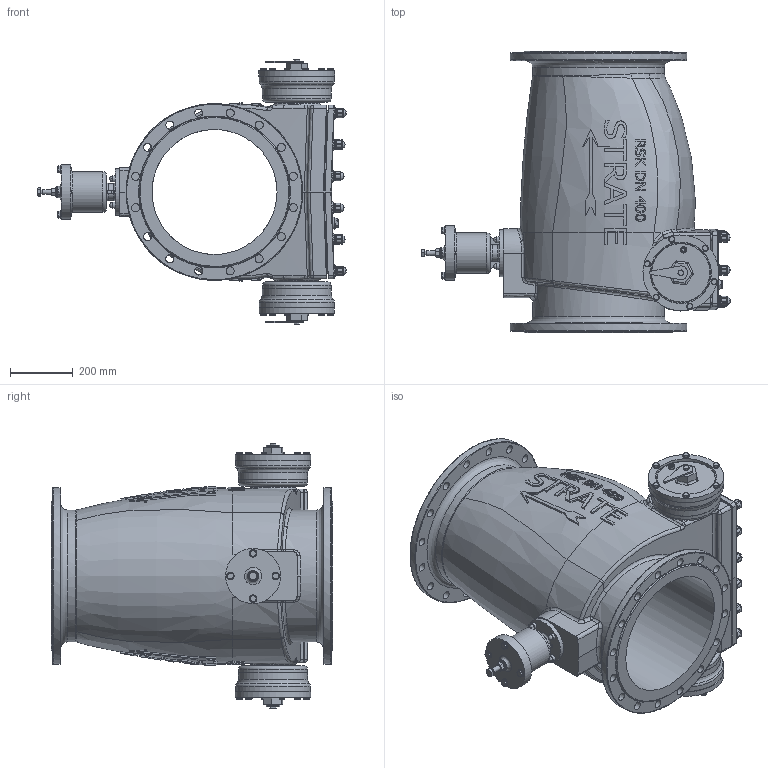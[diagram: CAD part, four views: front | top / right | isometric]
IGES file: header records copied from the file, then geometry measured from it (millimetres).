
Global section: file name: RSK DN 400 FTUD_Shrinkwrap_2; native system: Autodesk Inventor 2018; preprocessor: unknown; author: A.Unrein; date: 20200211.081040; units: millimetre
Bounding box: 987.24 x 900 x 848.3 mm (x, y, z)
Volume: 101900763.6 mm3; surface area: 4683093.3 mm2
Topology: 5 solids, 5 shells, 2456 faces, 6189 edges, 4072 vertices
Faces by surface type: bspline 2456
